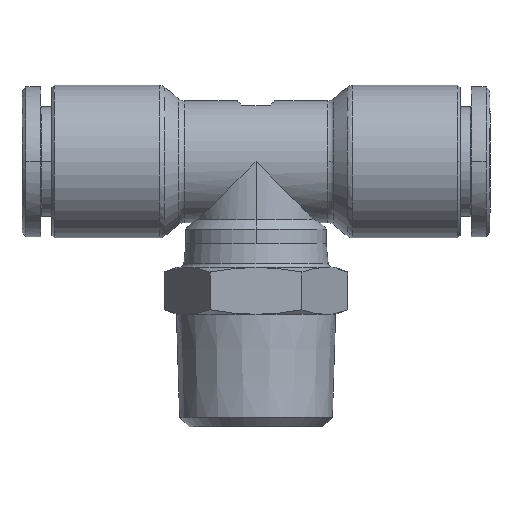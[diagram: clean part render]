
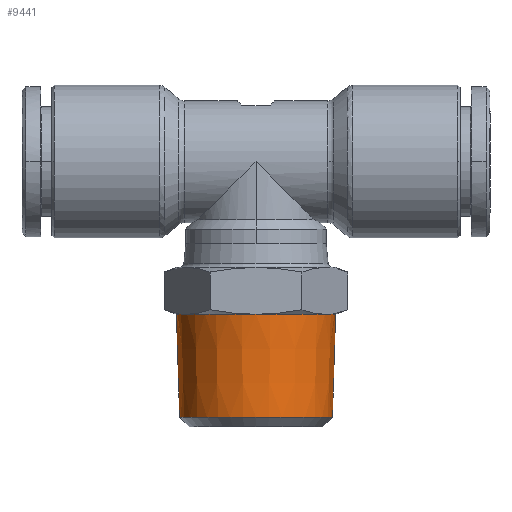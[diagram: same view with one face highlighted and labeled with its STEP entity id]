
A CAD part, front view. The second image highlights one B-rep face of the part: STEP entity #9441.
In plain terms, the highlighted conical face has half-angle 1.754 degrees and reference radius 8.5 mm.
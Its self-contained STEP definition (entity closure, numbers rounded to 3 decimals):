
#752 = CIRCLE ( 'NONE', #14288, 8.5 ) ;
#1097 = CARTESIAN_POINT ( 'NONE',  ( -17.733, 0., -16.3 ) ) ;
#1398 = LINE ( 'NONE', #1097, #7894 ) ;
#1728 = CARTESIAN_POINT ( 'NONE',  ( -0.733, 0., -16.3 ) ) ;
#1893 = ORIENTED_EDGE ( 'NONE', *, *, #1939, .T. ) ;
#1939 = EDGE_CURVE ( 'NONE', #8911, #10662, #18586, .T. ) ;
#1975 = CARTESIAN_POINT ( 'NONE',  ( -1.07, 0., -27.3 ) ) ;
#2059 = CARTESIAN_POINT ( 'NONE',  ( -9.233, 0., -16.3 ) ) ;
#2976 = DIRECTION ( 'NONE',  ( 0., 0., 1. ) ) ;
#4027 = VECTOR ( 'NONE', #27745, 1000. ) ;
#5395 = CARTESIAN_POINT ( 'NONE',  ( -9.233, 0., -16.3 ) ) ;
#6641 = DIRECTION ( 'NONE',  ( 0., 0., 1. ) ) ;
#6806 = DIRECTION ( 'NONE',  ( -1., 0., 0. ) ) ;
#7065 = VERTEX_POINT ( 'NONE', #20547 ) ;
#7894 = VECTOR ( 'NONE', #14933, 1000. ) ;
#8911 = VERTEX_POINT ( 'NONE', #1975 ) ;
#9441 = ADVANCED_FACE ( 'NONE', ( #28838 ), #25214, .T. ) ;
#9655 = EDGE_CURVE ( 'NONE', #22223, #10662, #25183, .T. ) ;
#10662 = VERTEX_POINT ( 'NONE', #1728 ) ;
#10790 = AXIS2_PLACEMENT_3D ( 'NONE', #13630, #16190, #27545 ) ;
#10932 = AXIS2_PLACEMENT_3D ( 'NONE', #21007, #18369, #27505 ) ;
#11060 = AXIS2_PLACEMENT_3D ( 'NONE', #5395, #2976, #19522 ) ;
#11359 = ORIENTED_EDGE ( 'NONE', *, *, #23296, .T. ) ;
#12574 = DIRECTION ( 'NONE',  ( 0., 0., 1. ) ) ;
#13630 = CARTESIAN_POINT ( 'NONE',  ( -9.233, 0., -16.3 ) ) ;
#13641 = CIRCLE ( 'NONE', #10932, 8.163 ) ;
#14288 = AXIS2_PLACEMENT_3D ( 'NONE', #2059, #22765, #6806 ) ;
#14933 = DIRECTION ( 'NONE',  ( -0.031, 0., 1. ) ) ;
#16024 = CARTESIAN_POINT ( 'NONE',  ( -9.233, 0., -16.3 ) ) ;
#16190 = DIRECTION ( 'NONE',  ( 0., 0., 1. ) ) ;
#16688 = VERTEX_POINT ( 'NONE', #24309 ) ;
#17246 = CARTESIAN_POINT ( 'NONE',  ( -9.233, -8.5, -16.3 ) ) ;
#17466 = AXIS2_PLACEMENT_3D ( 'NONE', #21734, #12574, #28824 ) ;
#17892 = EDGE_LOOP ( 'NONE', ( #29724, #11359, #1893, #25076, #23257, #25080, #27044 ) ) ;
#18078 = VERTEX_POINT ( 'NONE', #17246 ) ;
#18346 = DIRECTION ( 'NONE',  ( 1., 0., 0. ) ) ;
#18369 = DIRECTION ( 'NONE',  ( 0., 0., 1. ) ) ;
#18586 = LINE ( 'NONE', #18712, #4027 ) ;
#18712 = CARTESIAN_POINT ( 'NONE',  ( -0.733, 0., -16.3 ) ) ;
#19522 = DIRECTION ( 'NONE',  ( -1., 0., 0. ) ) ;
#20019 = CARTESIAN_POINT ( 'NONE',  ( -1.872, -4.25, -16.3 ) ) ;
#20475 = VERTEX_POINT ( 'NONE', #30181 ) ;
#20547 = CARTESIAN_POINT ( 'NONE',  ( -16.594, -4.25, -16.3 ) ) ;
#20803 = EDGE_CURVE ( 'NONE', #7065, #18078, #28293, .T. ) ;
#21007 = CARTESIAN_POINT ( 'NONE',  ( -9.233, 0., -27.3 ) ) ;
#21105 = CIRCLE ( 'NONE', #10790, 8.5 ) ;
#21734 = CARTESIAN_POINT ( 'NONE',  ( -9.233, 0., -16.3 ) ) ;
#22223 = VERTEX_POINT ( 'NONE', #20019 ) ;
#22765 = DIRECTION ( 'NONE',  ( 0., 0., 1. ) ) ;
#23257 = ORIENTED_EDGE ( 'NONE', *, *, #25444, .F. ) ;
#23296 = EDGE_CURVE ( 'NONE', #16688, #8911, #13641, .T. ) ;
#24309 = CARTESIAN_POINT ( 'NONE',  ( -17.396, 0., -27.3 ) ) ;
#25076 = ORIENTED_EDGE ( 'NONE', *, *, #9655, .F. ) ;
#25080 = ORIENTED_EDGE ( 'NONE', *, *, #20803, .F. ) ;
#25183 = CIRCLE ( 'NONE', #11060, 8.5 ) ;
#25214 = CONICAL_SURFACE ( 'NONE', #28188, 8.5, 0.031 ) ;
#25444 = EDGE_CURVE ( 'NONE', #18078, #22223, #752, .T. ) ;
#25713 = EDGE_CURVE ( 'NONE', #20475, #7065, #21105, .T. ) ;
#27044 = ORIENTED_EDGE ( 'NONE', *, *, #25713, .F. ) ;
#27248 = EDGE_CURVE ( 'NONE', #16688, #20475, #1398, .T. ) ;
#27505 = DIRECTION ( 'NONE',  ( -1., 0., 0. ) ) ;
#27545 = DIRECTION ( 'NONE',  ( -1., 0., 0. ) ) ;
#27745 = DIRECTION ( 'NONE',  ( 0.031, 0., 1. ) ) ;
#28188 = AXIS2_PLACEMENT_3D ( 'NONE', #16024, #6641, #18346 ) ;
#28293 = CIRCLE ( 'NONE', #17466, 8.5 ) ;
#28824 = DIRECTION ( 'NONE',  ( -1., 0., 0. ) ) ;
#28838 = FACE_OUTER_BOUND ( 'NONE', #17892, .T. ) ;
#29724 = ORIENTED_EDGE ( 'NONE', *, *, #27248, .F. ) ;
#30181 = CARTESIAN_POINT ( 'NONE',  ( -17.733, 0., -16.3 ) ) ;
